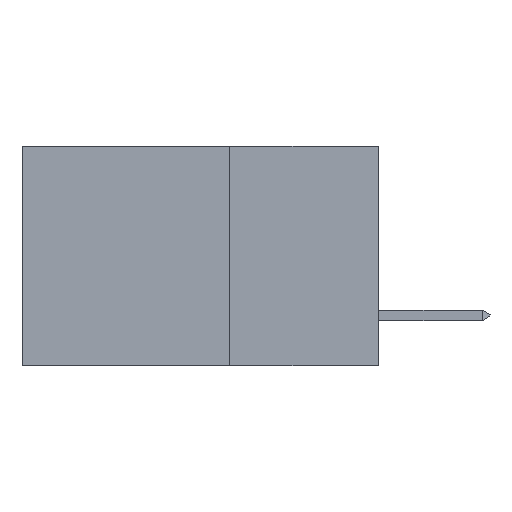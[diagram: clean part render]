
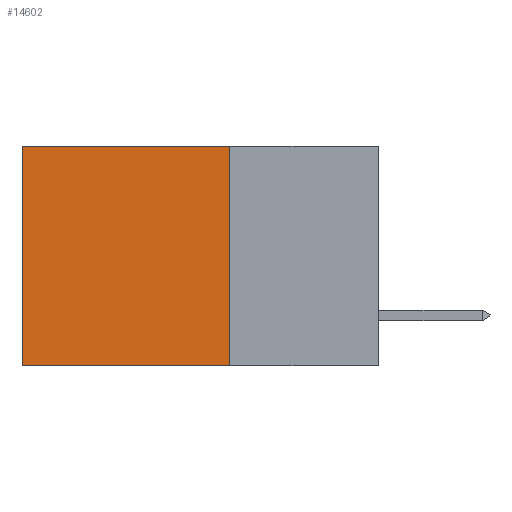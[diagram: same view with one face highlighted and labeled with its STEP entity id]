
A CAD part, left-side view. The second image highlights one B-rep face of the part: STEP entity #14602.
In plain terms, the highlighted planar face has unit normal (-1, 0, 0).
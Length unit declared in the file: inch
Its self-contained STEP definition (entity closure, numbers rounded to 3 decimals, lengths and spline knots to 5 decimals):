
#1162 = DIRECTION ( 'NONE',  ( 0., 0., -1. ) ) ;
#1406 = CARTESIAN_POINT ( 'NONE',  ( 0.2615, 0.25, 0. ) ) ;
#1510 = DIRECTION ( 'NONE',  ( 0., 0., -1. ) ) ;
#1817 = VECTOR ( 'NONE', #2236, 39.37008 ) ;
#1912 = DIRECTION ( 'NONE',  ( 0., 0., -1. ) ) ;
#2107 = ORIENTED_EDGE ( 'NONE', *, *, #8806, .F. ) ;
#2236 = DIRECTION ( 'NONE',  ( 0., 1., 0. ) ) ;
#2366 = EDGE_CURVE ( 'NONE', #11736, #11815, #11237, .T. ) ;
#2686 = ORIENTED_EDGE ( 'NONE', *, *, #2366, .T. ) ;
#2850 = LINE ( 'NONE', #6292, #1817 ) ;
#4685 = VERTEX_POINT ( 'NONE', #1406 ) ;
#5012 = CARTESIAN_POINT ( 'NONE',  ( 0.2615, 0.6, 0. ) ) ;
#6144 = VECTOR ( 'NONE', #10309, 39.37008 ) ;
#6292 = CARTESIAN_POINT ( 'NONE',  ( 0.2615, 0.25, -0.37 ) ) ;
#7057 = VECTOR ( 'NONE', #1510, 39.37008 ) ;
#7218 = ORIENTED_EDGE ( 'NONE', *, *, #8961, .F. ) ;
#8806 = EDGE_CURVE ( 'NONE', #4685, #11426, #13892, .T. ) ;
#8961 = EDGE_CURVE ( 'NONE', #11426, #11815, #2850, .T. ) ;
#9099 = CARTESIAN_POINT ( 'NONE',  ( 0.2615, 0.6, -0.37 ) ) ;
#9209 = CARTESIAN_POINT ( 'NONE',  ( 0.2615, 0.25, 0. ) ) ;
#9578 = CARTESIAN_POINT ( 'NONE',  ( 0.2615, 0.25, -0.37 ) ) ;
#10012 = AXIS2_PLACEMENT_3D ( 'NONE', #14570, #14641, #1912 ) ;
#10075 = CARTESIAN_POINT ( 'NONE',  ( 0.2615, 0.6, -0.37 ) ) ;
#10309 = DIRECTION ( 'NONE',  ( 0., 1., 0. ) ) ;
#10745 = CARTESIAN_POINT ( 'NONE',  ( 0.2615, 0.25, -0.37 ) ) ;
#11005 = PLANE ( 'NONE',  #10012 ) ;
#11237 = LINE ( 'NONE', #9099, #11253 ) ;
#11253 = VECTOR ( 'NONE', #1162, 39.37008 ) ;
#11365 = LINE ( 'NONE', #9209, #6144 ) ;
#11426 = VERTEX_POINT ( 'NONE', #9578 ) ;
#11736 = VERTEX_POINT ( 'NONE', #5012 ) ;
#11815 = VERTEX_POINT ( 'NONE', #10075 ) ;
#12347 = FACE_OUTER_BOUND ( 'NONE', #12861, .T. ) ;
#12859 = EDGE_CURVE ( 'NONE', #4685, #11736, #11365, .T. ) ;
#12861 = EDGE_LOOP ( 'NONE', ( #2686, #7218, #2107, #13379 ) ) ;
#13379 = ORIENTED_EDGE ( 'NONE', *, *, #12859, .T. ) ;
#13892 = LINE ( 'NONE', #10745, #7057 ) ;
#14570 = CARTESIAN_POINT ( 'NONE',  ( 0.2615, 0.25, -0.37 ) ) ;
#14602 = ADVANCED_FACE ( 'NONE', ( #12347 ), #11005, .F. ) ;
#14641 = DIRECTION ( 'NONE',  ( 1., 0., 0. ) ) ;
